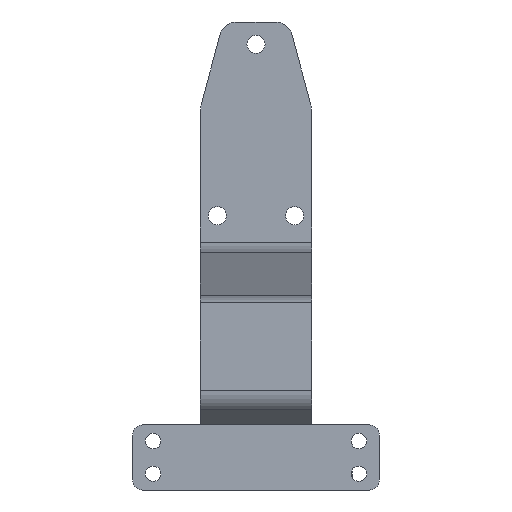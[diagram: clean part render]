
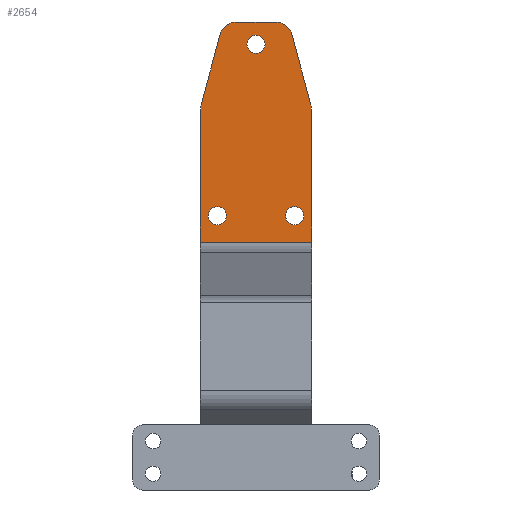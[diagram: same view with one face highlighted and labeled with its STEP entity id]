
A CAD part, front view. The second image highlights one B-rep face of the part: STEP entity #2654.
In plain terms, the highlighted planar face has unit normal (0, -1, 0).
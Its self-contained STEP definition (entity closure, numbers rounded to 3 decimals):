
#446 = DIRECTION ( 'NONE',  ( 0., 0., 1. ) ) ;
#447 = DIRECTION ( 'NONE',  ( 0., 1., 0. ) ) ;
#448 = CARTESIAN_POINT ( 'NONE',  ( -12.5, -44., 207.347 ) ) ;
#449 = AXIS2_PLACEMENT_3D ( 'NONE', #448, #447, #446 ) ;
#450 = CIRCLE ( 'NONE', #449, 20. ) ;
#456 = CARTESIAN_POINT ( 'NONE',  ( -32.5, -44., 207.347 ) ) ;
#492 = DIRECTION ( 'NONE',  ( -1., 0., 0. ) ) ;
#493 = VECTOR ( 'NONE', #492, 1000. ) ;
#494 = CARTESIAN_POINT ( 'NONE',  ( 32.5, -44., 131.61 ) ) ;
#495 = LINE ( 'NONE', #494, #493 ) ;
#498 = DIRECTION ( 'NONE',  ( 0., 0., -1. ) ) ;
#499 = VECTOR ( 'NONE', #498, 1000. ) ;
#502 = CARTESIAN_POINT ( 'NONE',  ( -32.5, -44., 131.61 ) ) ;
#503 = LINE ( 'NONE', #502, #499 ) ;
#2380 = EDGE_CURVE ( 'NONE', #2413, #2434, #4650, .T. ) ;
#2398 = VERTEX_POINT ( 'NONE', #4671 ) ;
#2400 = EDGE_CURVE ( 'NONE', #2455, #2453, #4676, .T. ) ;
#2413 = VERTEX_POINT ( 'NONE', #4682 ) ;
#2415 = EDGE_CURVE ( 'NONE', #2398, #2424, #3773, .T. ) ;
#2424 = VERTEX_POINT ( 'NONE', #4765 ) ;
#2434 = VERTEX_POINT ( 'NONE', #4738 ) ;
#2453 = VERTEX_POINT ( 'NONE', #4769 ) ;
#2455 = VERTEX_POINT ( 'NONE', #4780 ) ;
#2572 = EDGE_CURVE ( 'NONE', #2625, #2617, #5015, .T. ) ;
#2574 = ORIENTED_EDGE ( 'NONE', *, *, #2572, .F. ) ;
#2575 = ORIENTED_EDGE ( 'NONE', *, *, #2634, .F. ) ;
#2576 = VERTEX_POINT ( 'NONE', #5010 ) ;
#2577 = EDGE_CURVE ( 'NONE', #2579, #2627, #5005, .T. ) ;
#2578 = ORIENTED_EDGE ( 'NONE', *, *, #2577, .F. ) ;
#2579 = VERTEX_POINT ( 'NONE', #5011 ) ;
#2581 = ORIENTED_EDGE ( 'NONE', *, *, #2415, .T. ) ;
#2582 = EDGE_LOOP ( 'NONE', ( #2656, #2655 ) ) ;
#2613 = EDGE_CURVE ( 'NONE', #2625, #2627, #5062, .T. ) ;
#2614 = VERTEX_POINT ( 'NONE', #5071 ) ;
#2616 = ORIENTED_EDGE ( 'NONE', *, *, #2380, .T. ) ;
#2617 = VERTEX_POINT ( 'NONE', #5058 ) ;
#2620 = EDGE_CURVE ( 'NONE', #2453, #2455, #5056, .T. ) ;
#2621 = EDGE_LOOP ( 'NONE', ( #2661, #2581 ) ) ;
#2625 = VERTEX_POINT ( 'NONE', #5055 ) ;
#2627 = VERTEX_POINT ( 'NONE', #5078 ) ;
#2634 = EDGE_CURVE ( 'NONE', #2576, #2579, #5092, .T. ) ;
#2635 = ORIENTED_EDGE ( 'NONE', *, *, #2665, .F. ) ;
#2636 = EDGE_CURVE ( 'NONE', #2617, #2664, #5085, .T. ) ;
#2645 = ORIENTED_EDGE ( 'NONE', *, *, #2636, .F. ) ;
#2647 = VERTEX_POINT ( 'NONE', #5130 ) ;
#2648 = EDGE_CURVE ( 'NONE', #2614, #2647, #5122, .T. ) ;
#2650 = ORIENTED_EDGE ( 'NONE', *, *, #2717, .F. ) ;
#2653 = VERTEX_POINT ( 'NONE', #5117 ) ;
#2654 = ADVANCED_FACE ( 'NONE', ( #5110, #5124, #5116, #5123 ), #5115, .F. ) ;
#2655 = ORIENTED_EDGE ( 'NONE', *, *, #2400, .T. ) ;
#2656 = ORIENTED_EDGE ( 'NONE', *, *, #2620, .T. ) ;
#2657 = EDGE_LOOP ( 'NONE', ( #2658, #2616 ) ) ;
#2658 = ORIENTED_EDGE ( 'NONE', *, *, #2660, .T. ) ;
#2659 = EDGE_CURVE ( 'NONE', #2424, #2398, #5169, .T. ) ;
#2660 = EDGE_CURVE ( 'NONE', #2434, #2413, #5165, .T. ) ;
#2661 = ORIENTED_EDGE ( 'NONE', *, *, #2659, .T. ) ;
#2662 = EDGE_LOOP ( 'NONE', ( #2635, #2645, #2574, #2663, #2578, #2575, #2710, #2718, #2650, #2715 ) ) ;
#2663 = ORIENTED_EDGE ( 'NONE', *, *, #2613, .T. ) ;
#2664 = VERTEX_POINT ( 'NONE', #5168 ) ;
#2665 = EDGE_CURVE ( 'NONE', #2664, #2614, #5129, .T. ) ;
#2710 = ORIENTED_EDGE ( 'NONE', *, *, #2712, .F. ) ;
#2712 = EDGE_CURVE ( 'NONE', #2713, #2576, #450, .T. ) ;
#2713 = VERTEX_POINT ( 'NONE', #456 ) ;
#2715 = ORIENTED_EDGE ( 'NONE', *, *, #2648, .F. ) ;
#2716 = EDGE_CURVE ( 'NONE', #2713, #2653, #503, .T. ) ;
#2717 = EDGE_CURVE ( 'NONE', #2647, #2653, #495, .T. ) ;
#2718 = ORIENTED_EDGE ( 'NONE', *, *, #2716, .T. ) ;
#3752 = AXIS2_PLACEMENT_3D ( 'NONE', #3798, #3795, #3797 ) ;
#3773 = CIRCLE ( 'NONE', #3752, 5.3 ) ;
#3795 = DIRECTION ( 'NONE',  ( 0., 1., 0. ) ) ;
#3797 = DIRECTION ( 'NONE',  ( 0., 0., 1. ) ) ;
#3798 = CARTESIAN_POINT ( 'NONE',  ( 22.5, -44., 147. ) ) ;
#4650 = CIRCLE ( 'NONE', #4659, 5.3 ) ;
#4659 = AXIS2_PLACEMENT_3D ( 'NONE', #4693, #4692, #4691 ) ;
#4671 = CARTESIAN_POINT ( 'NONE',  ( 22.5, -44., 141.7 ) ) ;
#4676 = CIRCLE ( 'NONE', #4727, 5.3 ) ;
#4682 = CARTESIAN_POINT ( 'NONE',  ( -22.5, -44., 141.7 ) ) ;
#4691 = DIRECTION ( 'NONE',  ( 0., 0., 1. ) ) ;
#4692 = DIRECTION ( 'NONE',  ( 0., 1., 0. ) ) ;
#4693 = CARTESIAN_POINT ( 'NONE',  ( -22.5, -44., 147. ) ) ;
#4724 = DIRECTION ( 'NONE',  ( 0., 0., 1. ) ) ;
#4725 = DIRECTION ( 'NONE',  ( 0., 1., 0. ) ) ;
#4726 = CARTESIAN_POINT ( 'NONE',  ( 0., -44., 247. ) ) ;
#4727 = AXIS2_PLACEMENT_3D ( 'NONE', #4726, #4725, #4724 ) ;
#4738 = CARTESIAN_POINT ( 'NONE',  ( -22.5, -44., 152.3 ) ) ;
#4765 = CARTESIAN_POINT ( 'NONE',  ( 22.5, -44., 152.3 ) ) ;
#4769 = CARTESIAN_POINT ( 'NONE',  ( 0., -44., 252.3 ) ) ;
#4780 = CARTESIAN_POINT ( 'NONE',  ( 0., -44., 241.7 ) ) ;
#4971 = CARTESIAN_POINT ( 'NONE',  ( 11.342, -44., 250. ) ) ;
#5001 = DIRECTION ( 'NONE',  ( 0., 0., 1. ) ) ;
#5002 = DIRECTION ( 'NONE',  ( 0., 1., 0. ) ) ;
#5003 = CARTESIAN_POINT ( 'NONE',  ( -11.342, -44., 250. ) ) ;
#5004 = AXIS2_PLACEMENT_3D ( 'NONE', #5003, #5002, #5001 ) ;
#5005 = CIRCLE ( 'NONE', #5004, 10. ) ;
#5008 = DIRECTION ( 'NONE',  ( 0., 0., 1. ) ) ;
#5009 = DIRECTION ( 'NONE',  ( 0., 1., 0. ) ) ;
#5010 = CARTESIAN_POINT ( 'NONE',  ( -31.809, -44., 212.561 ) ) ;
#5011 = CARTESIAN_POINT ( 'NONE',  ( -20.996, -44., 252.607 ) ) ;
#5012 = AXIS2_PLACEMENT_3D ( 'NONE', #4971, #5009, #5008 ) ;
#5015 = CIRCLE ( 'NONE', #5012, 10. ) ;
#5055 = CARTESIAN_POINT ( 'NONE',  ( 11.342, -44., 260. ) ) ;
#5056 = CIRCLE ( 'NONE', #5108, 5.3 ) ;
#5058 = CARTESIAN_POINT ( 'NONE',  ( 20.996, -44., 252.607 ) ) ;
#5059 = DIRECTION ( 'NONE',  ( -1., 0., 0. ) ) ;
#5060 = VECTOR ( 'NONE', #5059, 1000. ) ;
#5061 = CARTESIAN_POINT ( 'NONE',  ( 32.5, -44., 260. ) ) ;
#5062 = LINE ( 'NONE', #5061, #5060 ) ;
#5071 = CARTESIAN_POINT ( 'NONE',  ( 32.5, -44., 207.347 ) ) ;
#5078 = CARTESIAN_POINT ( 'NONE',  ( -11.342, -44., 260. ) ) ;
#5082 = DIRECTION ( 'NONE',  ( 0.261, 0., -0.965 ) ) ;
#5083 = VECTOR ( 'NONE', #5082, 1000. ) ;
#5084 = CARTESIAN_POINT ( 'NONE',  ( 20.996, -44., 252.607 ) ) ;
#5085 = LINE ( 'NONE', #5084, #5083 ) ;
#5088 = DIRECTION ( 'NONE',  ( 0.261, 0., 0.965 ) ) ;
#5089 = VECTOR ( 'NONE', #5088, 1000. ) ;
#5092 = LINE ( 'NONE', #5099, #5089 ) ;
#5099 = CARTESIAN_POINT ( 'NONE',  ( -31.809, -44., 212.561 ) ) ;
#5105 = DIRECTION ( 'NONE',  ( 0., 0., 1. ) ) ;
#5106 = DIRECTION ( 'NONE',  ( 0., 1., 0. ) ) ;
#5107 = CARTESIAN_POINT ( 'NONE',  ( 0., -44., 247. ) ) ;
#5108 = AXIS2_PLACEMENT_3D ( 'NONE', #5107, #5106, #5105 ) ;
#5110 = FACE_BOUND ( 'NONE', #2582, .T. ) ;
#5111 = CARTESIAN_POINT ( 'NONE',  ( 32.5, -44., 131.61 ) ) ;
#5115 = PLANE ( 'NONE',  #5118 ) ;
#5116 = FACE_BOUND ( 'NONE', #2657, .T. ) ;
#5117 = CARTESIAN_POINT ( 'NONE',  ( -32.5, -44., 131.61 ) ) ;
#5118 = AXIS2_PLACEMENT_3D ( 'NONE', #5111, #5167, #5166 ) ;
#5119 = DIRECTION ( 'NONE',  ( 0., 0., -1. ) ) ;
#5120 = VECTOR ( 'NONE', #5119, 1000. ) ;
#5121 = CARTESIAN_POINT ( 'NONE',  ( 32.5, -44., 131.61 ) ) ;
#5122 = LINE ( 'NONE', #5121, #5120 ) ;
#5123 = FACE_OUTER_BOUND ( 'NONE', #2662, .T. ) ;
#5124 = FACE_BOUND ( 'NONE', #2621, .T. ) ;
#5129 = CIRCLE ( 'NONE', #5148, 20. ) ;
#5130 = CARTESIAN_POINT ( 'NONE',  ( 32.5, -44., 131.61 ) ) ;
#5145 = DIRECTION ( 'NONE',  ( 0., 0., 1. ) ) ;
#5146 = DIRECTION ( 'NONE',  ( 0., 1., 0. ) ) ;
#5147 = CARTESIAN_POINT ( 'NONE',  ( 12.5, -44., 207.347 ) ) ;
#5148 = AXIS2_PLACEMENT_3D ( 'NONE', #5147, #5146, #5145 ) ;
#5154 = DIRECTION ( 'NONE',  ( 0., 0., 1. ) ) ;
#5155 = DIRECTION ( 'NONE',  ( 0., 1., 0. ) ) ;
#5156 = CARTESIAN_POINT ( 'NONE',  ( -22.5, -44., 147. ) ) ;
#5157 = AXIS2_PLACEMENT_3D ( 'NONE', #5156, #5155, #5154 ) ;
#5161 = DIRECTION ( 'NONE',  ( 0., 0., 1. ) ) ;
#5162 = DIRECTION ( 'NONE',  ( 0., 1., 0. ) ) ;
#5163 = CARTESIAN_POINT ( 'NONE',  ( 22.5, -44., 147. ) ) ;
#5164 = AXIS2_PLACEMENT_3D ( 'NONE', #5163, #5162, #5161 ) ;
#5165 = CIRCLE ( 'NONE', #5157, 5.3 ) ;
#5166 = DIRECTION ( 'NONE',  ( 0., 0., 1. ) ) ;
#5167 = DIRECTION ( 'NONE',  ( 0., 1., 0. ) ) ;
#5168 = CARTESIAN_POINT ( 'NONE',  ( 31.809, -44., 212.561 ) ) ;
#5169 = CIRCLE ( 'NONE', #5164, 5.3 ) ;
